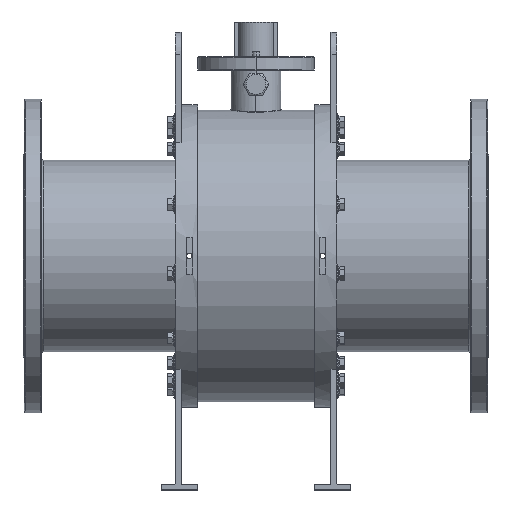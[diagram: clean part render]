
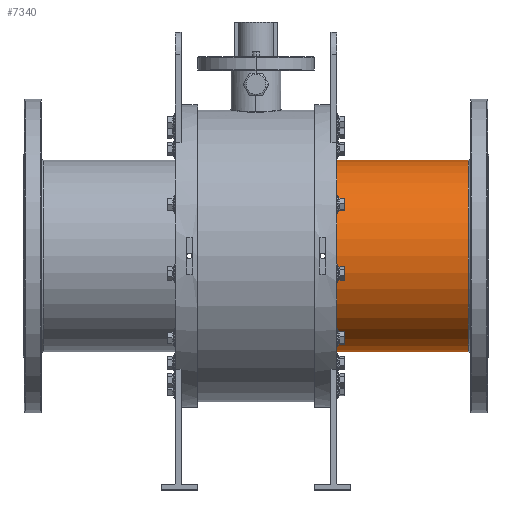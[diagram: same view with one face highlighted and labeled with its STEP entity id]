
A CAD part, top view. The second image highlights one B-rep face of the part: STEP entity #7340.
In plain terms, the highlighted cylindrical face has radius 172.5 mm (diameter 345 mm), a partial arc.
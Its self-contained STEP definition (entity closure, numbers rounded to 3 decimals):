
#62 = ORIENTED_EDGE ( 'NONE', *, *, #3940, .F. ) ;
#156 = CIRCLE ( 'NONE', #9955, 172.5 ) ;
#184 = LINE ( 'NONE', #8494, #7761 ) ;
#508 = EDGE_LOOP ( 'NONE', ( #8994, #9107, #11878, #62 ) ) ;
#1080 = CYLINDRICAL_SURFACE ( 'NONE', #8145, 172.5 ) ;
#1435 = VERTEX_POINT ( 'NONE', #10408 ) ;
#1686 = LINE ( 'NONE', #2777, #6518 ) ;
#2777 = CARTESIAN_POINT ( 'NONE',  ( -419., 172.5, 0. ) ) ;
#3381 = DIRECTION ( 'NONE',  ( -1., 0., 0. ) ) ;
#3615 = EDGE_CURVE ( 'NONE', #5123, #9384, #1686, .T. ) ;
#3808 = EDGE_CURVE ( 'NONE', #9384, #1435, #156, .T. ) ;
#3940 = EDGE_CURVE ( 'NONE', #13314, #1435, #184, .T. ) ;
#4293 = DIRECTION ( 'NONE',  ( 0., -1., 0. ) ) ;
#5038 = CARTESIAN_POINT ( 'NONE',  ( 145., 0., 0. ) ) ;
#5123 = VERTEX_POINT ( 'NONE', #12572 ) ;
#5244 = CARTESIAN_POINT ( 'NONE',  ( 145., 172.5, 0. ) ) ;
#5387 = CARTESIAN_POINT ( 'NONE',  ( -419., 0., 0. ) ) ;
#5536 = DIRECTION ( 'NONE',  ( -1., 0., 0. ) ) ;
#6130 = DIRECTION ( 'NONE',  ( 0., 0., -1. ) ) ;
#6518 = VECTOR ( 'NONE', #8776, 1000. ) ;
#6837 = AXIS2_PLACEMENT_3D ( 'NONE', #7832, #5536, #9831 ) ;
#7061 = EDGE_CURVE ( 'NONE', #13314, #5123, #12708, .T. ) ;
#7340 = ADVANCED_FACE ( 'NONE', ( #12408 ), #1080, .T. ) ;
#7761 = VECTOR ( 'NONE', #3381, 1000. ) ;
#7832 = CARTESIAN_POINT ( 'NONE',  ( 382., 0., 0. ) ) ;
#8145 = AXIS2_PLACEMENT_3D ( 'NONE', #5387, #11390, #4293 ) ;
#8494 = CARTESIAN_POINT ( 'NONE',  ( -419., -172.5, 0. ) ) ;
#8776 = DIRECTION ( 'NONE',  ( -1., 0., 0. ) ) ;
#8994 = ORIENTED_EDGE ( 'NONE', *, *, #7061, .T. ) ;
#9036 = DIRECTION ( 'NONE',  ( 1., 0., 0. ) ) ;
#9107 = ORIENTED_EDGE ( 'NONE', *, *, #3615, .T. ) ;
#9384 = VERTEX_POINT ( 'NONE', #5244 ) ;
#9535 = CARTESIAN_POINT ( 'NONE',  ( 382., -172.5, 0. ) ) ;
#9831 = DIRECTION ( 'NONE',  ( 0., 1., 0. ) ) ;
#9955 = AXIS2_PLACEMENT_3D ( 'NONE', #5038, #9036, #6130 ) ;
#10408 = CARTESIAN_POINT ( 'NONE',  ( 145., -172.5, 0. ) ) ;
#11390 = DIRECTION ( 'NONE',  ( -1., 0., 0. ) ) ;
#11878 = ORIENTED_EDGE ( 'NONE', *, *, #3808, .T. ) ;
#12408 = FACE_OUTER_BOUND ( 'NONE', #508, .T. ) ;
#12572 = CARTESIAN_POINT ( 'NONE',  ( 382., 172.5, 0. ) ) ;
#12708 = CIRCLE ( 'NONE', #6837, 172.5 ) ;
#13314 = VERTEX_POINT ( 'NONE', #9535 ) ;
